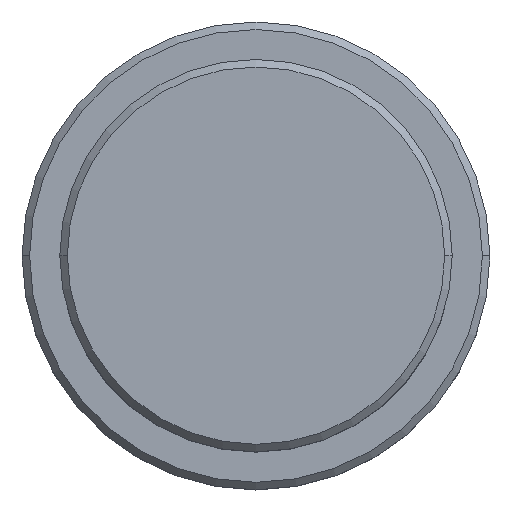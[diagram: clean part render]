
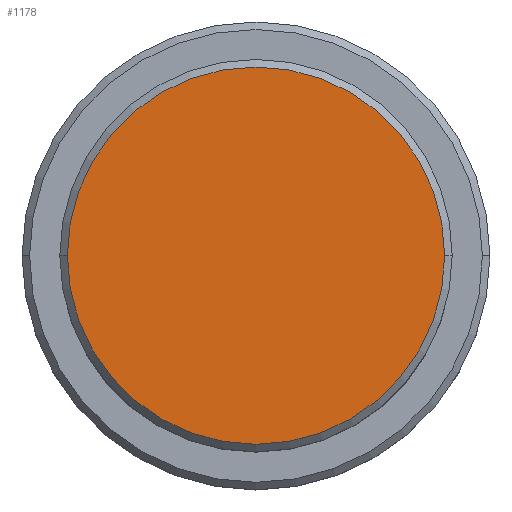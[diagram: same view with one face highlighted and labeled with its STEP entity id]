
A CAD part, top view. The second image highlights one B-rep face of the part: STEP entity #1178.
In plain terms, the highlighted planar face has unit normal (0, 0, 1).
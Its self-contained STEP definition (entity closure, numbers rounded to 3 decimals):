
#7 = DIRECTION ( 'NONE',  ( 0., 0., 1. ) ) ;
#129 = DIRECTION ( 'NONE',  ( 0., 0., 1. ) ) ;
#225 = CARTESIAN_POINT ( 'NONE',  ( -12.5, 0., 0. ) ) ;
#384 = VERTEX_POINT ( 'NONE', #225 ) ;
#400 = AXIS2_PLACEMENT_3D ( 'NONE', #628, #1075, #1056 ) ;
#402 = EDGE_CURVE ( 'NONE', #384, #742, #1361, .T. ) ;
#526 = AXIS2_PLACEMENT_3D ( 'NONE', #1199, #7, #1331 ) ;
#573 = ORIENTED_EDGE ( 'NONE', *, *, #402, .T. ) ;
#628 = CARTESIAN_POINT ( 'NONE',  ( 0., 0., 0. ) ) ;
#658 = DIRECTION ( 'NONE',  ( 1., 0., 0. ) ) ;
#733 = AXIS2_PLACEMENT_3D ( 'NONE', #1095, #129, #658 ) ;
#742 = VERTEX_POINT ( 'NONE', #953 ) ;
#746 = EDGE_CURVE ( 'NONE', #742, #384, #1151, .T. ) ;
#953 = CARTESIAN_POINT ( 'NONE',  ( 12.5, 0., 0. ) ) ;
#1056 = DIRECTION ( 'NONE',  ( 1., 0., 0. ) ) ;
#1061 = EDGE_LOOP ( 'NONE', ( #573, #1217 ) ) ;
#1075 = DIRECTION ( 'NONE',  ( 0., 0., 1. ) ) ;
#1095 = CARTESIAN_POINT ( 'NONE',  ( 0., 0., 0. ) ) ;
#1151 = CIRCLE ( 'NONE', #526, 12.5 ) ;
#1169 = FACE_OUTER_BOUND ( 'NONE', #1061, .T. ) ;
#1178 = ADVANCED_FACE ( 'NONE', ( #1169 ), #1274, .T. ) ;
#1199 = CARTESIAN_POINT ( 'NONE',  ( 0., 0., 0. ) ) ;
#1217 = ORIENTED_EDGE ( 'NONE', *, *, #746, .T. ) ;
#1274 = PLANE ( 'NONE',  #400 ) ;
#1331 = DIRECTION ( 'NONE',  ( 1., 0., 0. ) ) ;
#1361 = CIRCLE ( 'NONE', #733, 12.5 ) ;
